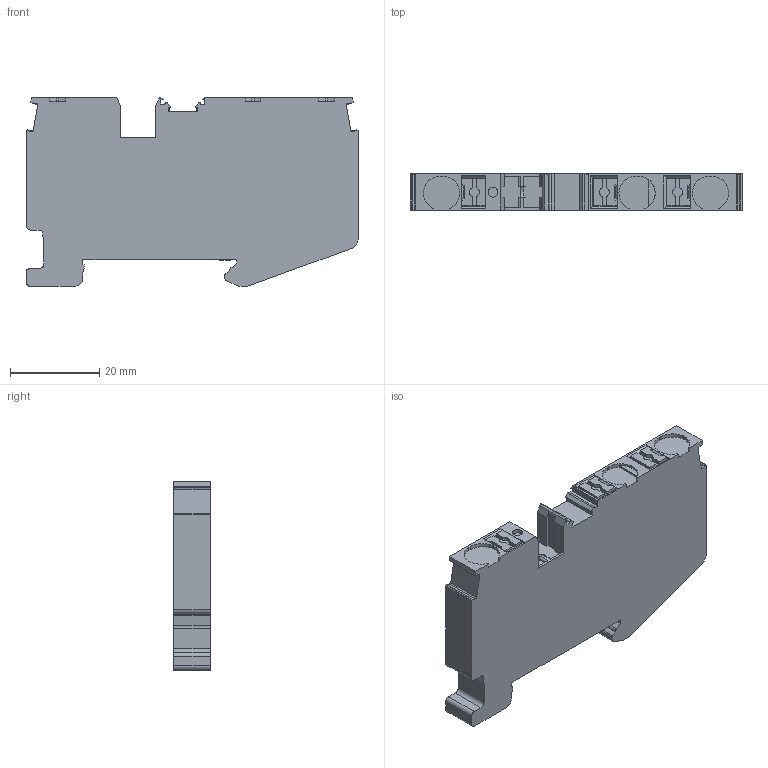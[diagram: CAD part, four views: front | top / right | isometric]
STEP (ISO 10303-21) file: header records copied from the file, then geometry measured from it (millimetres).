
FILE_DESCRIPTION( ( 'STEP AP203' ), '1' );
FILE_NAME( 'DPT6-3-PE-20180319簡易3D.stp', '2022-12-15T11:27:39', ( ' ' ), ( ' ' ), 'XStep 1.0', ' ', ' ' );
FILE_SCHEMA( ( 'CONFIG_CONTROL_DESIGN) ( )' ) );
Length unit declared in the file: metre
Products named in the file (1): 1
Bounding box: 74.2 x 8.15 x 42.2 mm (x, y, z)
Volume: 21455.3 mm3; surface area: 7792.3 mm2
Topology: 1 solids, 1 shells, 257 faces, 724 edges, 478 vertices
Faces by surface type: plane 204, cylinder 53
Full cylindrical faces by diameter (mm): 2.2 x1
Entity records: 8261 total; most frequent: CARTESIAN_POINT 1459, ORIENTED_EDGE 1446, DIRECTION 1355, EDGE_CURVE 723, LINE 607, VECTOR 607, VERTEX_POINT 478, AXIS2_PLACEMENT_3D 374
